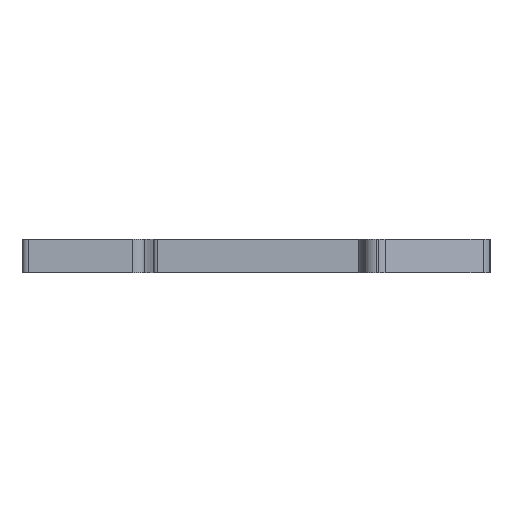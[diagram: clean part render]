
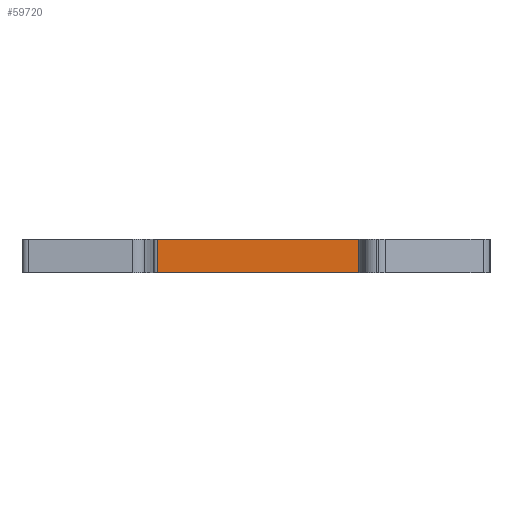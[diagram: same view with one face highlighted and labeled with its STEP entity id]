
A CAD part, front view. The second image highlights one B-rep face of the part: STEP entity #59720.
In plain terms, the highlighted face is planar.
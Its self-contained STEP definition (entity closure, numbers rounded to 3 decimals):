
#36470=CARTESIAN_POINT('',(20.815,2.387,
0.));
#36480=DIRECTION('',(0.,0.,-1.));
#36490=VECTOR('',#36480,1.);
#36500=LINE('',#36470,#36490);
#36510=CARTESIAN_POINT('',(20.815,2.387,
0.));
#36520=VERTEX_POINT('',#36510);
#36530=CARTESIAN_POINT('',(20.815,2.387,
-5.15));
#36540=VERTEX_POINT('',#36530);
#36550=EDGE_CURVE('',#36520,#36540,#36500,.T.);
#43620=CARTESIAN_POINT('',(0.,-0.169,-5.15));
#43630=DIRECTION('',(-0.993,-0.122,0.));
#43640=VECTOR('',#43630,1.);
#43650=LINE('',#43620,#43640);
#43660=CARTESIAN_POINT('',(53.021,6.341,
-5.15));
#43670=VERTEX_POINT('',#43660);
#43680=EDGE_CURVE('',#43670,#36540,#43650,.T.);
#58760=CARTESIAN_POINT('',(53.021,6.341,
0.));
#58770=DIRECTION('',(0.,0.,-1.));
#58780=VECTOR('',#58770,1.);
#58790=LINE('',#58760,#58780);
#58800=CARTESIAN_POINT('',(53.021,6.341,
0.));
#58810=VERTEX_POINT('',#58800);
#58820=EDGE_CURVE('',#58810,#43670,#58790,.T.);
#59560=CARTESIAN_POINT('',(20.815,2.387,
0.));
#59570=DIRECTION('',(0.122,-0.993,0.));
#59580=DIRECTION('',(-0.993,-0.122,0.));
#59590=AXIS2_PLACEMENT_3D('',#59560,#59570,#59580);
#59600=PLANE('',#59590);
#59610=ORIENTED_EDGE('',*,*,#36550,.T.);
#59620=CARTESIAN_POINT('',(0.,-0.169,0.));
#59630=DIRECTION('',(-0.993,-0.122,0.));
#59640=VECTOR('',#59630,1.);
#59650=LINE('',#59620,#59640);
#59660=EDGE_CURVE('',#58810,#36520,#59650,.T.);
#59670=ORIENTED_EDGE('',*,*,#59660,.T.);
#59680=ORIENTED_EDGE('',*,*,#58820,.F.);
#59690=ORIENTED_EDGE('',*,*,#43680,.F.);
#59700=EDGE_LOOP('',(#59690,#59680,#59670,#59610));
#59710=FACE_OUTER_BOUND('',#59700,.T.);
#59720=ADVANCED_FACE('',(#59710),#59600,.T.);
